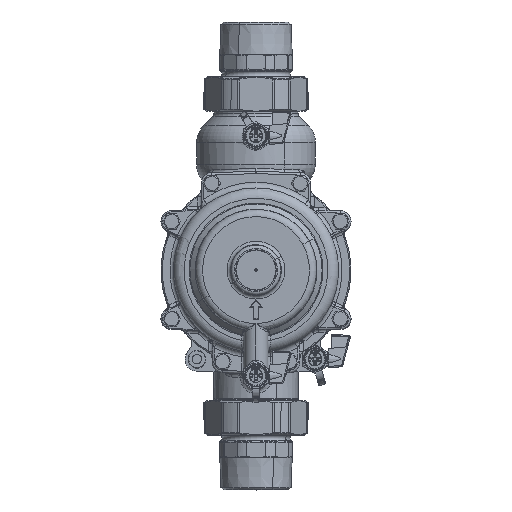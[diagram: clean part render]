
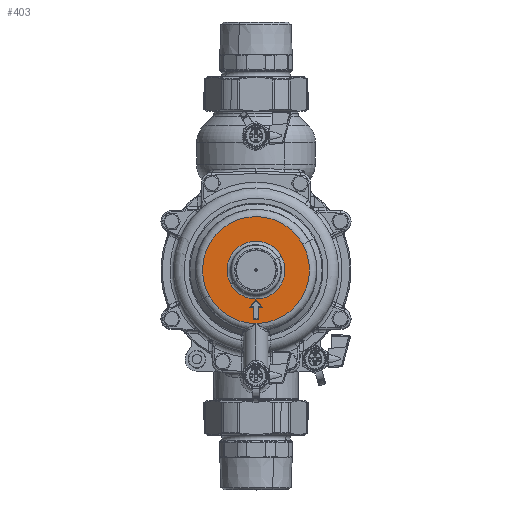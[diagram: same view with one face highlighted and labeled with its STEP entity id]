
A CAD part, top view. The second image highlights one B-rep face of the part: STEP entity #403.
In plain terms, the highlighted planar face has unit normal (0, 0, 1).
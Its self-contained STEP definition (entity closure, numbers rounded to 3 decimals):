
#274=CARTESIAN_POINT('Vertex',(21.41,11.697,85.7)) ;
#277=CARTESIAN_POINT('Axis2P3D Location',(0.,0.,85.7)) ;
#281=CARTESIAN_POINT('Vertex',(-21.41,-11.697,85.7)) ;
#297=CARTESIAN_POINT('Axis2P3D Location',(0.,0.,85.7)) ;
#310=CARTESIAN_POINT('Axis2P3D Location',(45.,0.,85.7)) ;
#315=CARTESIAN_POINT('Axis2P3D Location',(0.,0.,85.7)) ;
#319=CARTESIAN_POINT('Vertex',(0.,-45.,85.7)) ;
#321=CARTESIAN_POINT('Vertex',(39.491,21.574,85.7)) ;
#324=CARTESIAN_POINT('Axis2P3D Location',(0.,0.,85.7)) ;
#328=CARTESIAN_POINT('Vertex',(-39.491,-21.574,85.7)) ;
#331=CARTESIAN_POINT('Axis2P3D Location',(0.,0.,85.7)) ;
#341=CARTESIAN_POINT('Line Origine',(-4.012,-31.3,85.7)) ;
#345=CARTESIAN_POINT('Vertex',(-2.3,-31.3,85.7)) ;
#347=CARTESIAN_POINT('Vertex',(-5.724,-31.3,85.7)) ;
#350=CARTESIAN_POINT('Line Origine',(-2.862,-28.438,85.7)) ;
#354=CARTESIAN_POINT('Vertex',(0.,-25.576,85.7)) ;
#357=CARTESIAN_POINT('Line Origine',(2.862,-28.438,85.7)) ;
#361=CARTESIAN_POINT('Vertex',(5.724,-31.3,85.7)) ;
#364=CARTESIAN_POINT('Line Origine',(4.012,-31.3,85.7)) ;
#368=CARTESIAN_POINT('Vertex',(2.3,-31.3,85.7)) ;
#371=CARTESIAN_POINT('Line Origine',(2.3,-36.3,85.7)) ;
#375=CARTESIAN_POINT('Vertex',(2.3,-41.3,85.7)) ;
#378=CARTESIAN_POINT('Line Origine',(0.,-41.3,85.7)) ;
#382=CARTESIAN_POINT('Vertex',(-2.3,-41.3,85.7)) ;
#385=CARTESIAN_POINT('Line Origine',(-2.3,-36.3,85.7)) ;
#343=VECTOR('Line Direction',#342,1.) ;
#352=VECTOR('Line Direction',#351,1.) ;
#359=VECTOR('Line Direction',#358,1.) ;
#366=VECTOR('Line Direction',#365,1.) ;
#373=VECTOR('Line Direction',#372,1.) ;
#380=VECTOR('Line Direction',#379,1.) ;
#387=VECTOR('Line Direction',#386,1.) ;
#278=DIRECTION('Axis2P3D Direction',(0.,0.,1.)) ;
#298=DIRECTION('Axis2P3D Direction',(0.,0.,1.)) ;
#311=DIRECTION('Axis2P3D Direction',(0.,0.,1.)) ;
#312=DIRECTION('Axis2P3D XDirection',(0.,1.,0.)) ;
#316=DIRECTION('Axis2P3D Direction',(0.,0.,1.)) ;
#325=DIRECTION('Axis2P3D Direction',(0.,0.,1.)) ;
#332=DIRECTION('Axis2P3D Direction',(0.,0.,1.)) ;
#342=DIRECTION('Vector Direction',(1.,0.,0.)) ;
#351=DIRECTION('Vector Direction',(-0.707,-0.707,0.)) ;
#358=DIRECTION('Vector Direction',(-0.707,0.707,0.)) ;
#365=DIRECTION('Vector Direction',(1.,0.,0.)) ;
#372=DIRECTION('Vector Direction',(0.,1.,0.)) ;
#379=DIRECTION('Vector Direction',(1.,0.,0.)) ;
#386=DIRECTION('Vector Direction',(0.,-1.,0.)) ;
#279=AXIS2_PLACEMENT_3D('Circle Axis2P3D',#277,#278,$) ;
#299=AXIS2_PLACEMENT_3D('Circle Axis2P3D',#297,#298,$) ;
#313=AXIS2_PLACEMENT_3D('Plane Axis2P3D',#310,#311,#312) ;
#317=AXIS2_PLACEMENT_3D('Circle Axis2P3D',#315,#316,$) ;
#326=AXIS2_PLACEMENT_3D('Circle Axis2P3D',#324,#325,$) ;
#333=AXIS2_PLACEMENT_3D('Circle Axis2P3D',#331,#332,$) ;
#344=LINE('Line',#341,#343) ;
#353=LINE('Line',#350,#352) ;
#360=LINE('Line',#357,#359) ;
#367=LINE('Line',#364,#366) ;
#374=LINE('Line',#371,#373) ;
#381=LINE('Line',#378,#380) ;
#388=LINE('Line',#385,#387) ;
#280=CIRCLE('generated circle',#279,24.397) ;
#300=CIRCLE('generated circle',#299,24.397) ;
#318=CIRCLE('generated circle',#317,45.) ;
#327=CIRCLE('generated circle',#326,45.) ;
#334=CIRCLE('generated circle',#333,45.) ;
#314=PLANE('',#313) ;
#398=FACE_BOUND('',#390,.T.) ;
#402=FACE_BOUND('',#399,.T.) ;
#283=EDGE_CURVE('',#275,#282,#280,.T.) ;
#301=EDGE_CURVE('',#282,#275,#300,.T.) ;
#323=EDGE_CURVE('',#320,#322,#318,.T.) ;
#330=EDGE_CURVE('',#322,#329,#327,.T.) ;
#335=EDGE_CURVE('',#329,#320,#334,.T.) ;
#349=EDGE_CURVE('',#346,#348,#344,.F.) ;
#356=EDGE_CURVE('',#348,#355,#353,.F.) ;
#363=EDGE_CURVE('',#355,#362,#360,.F.) ;
#370=EDGE_CURVE('',#362,#369,#367,.F.) ;
#377=EDGE_CURVE('',#369,#376,#374,.F.) ;
#384=EDGE_CURVE('',#376,#383,#381,.F.) ;
#389=EDGE_CURVE('',#383,#346,#388,.F.) ;
#337=ORIENTED_EDGE('',*,*,#323,.T.) ;
#338=ORIENTED_EDGE('',*,*,#330,.T.) ;
#339=ORIENTED_EDGE('',*,*,#335,.T.) ;
#391=ORIENTED_EDGE('',*,*,#349,.T.) ;
#392=ORIENTED_EDGE('',*,*,#356,.T.) ;
#393=ORIENTED_EDGE('',*,*,#363,.T.) ;
#394=ORIENTED_EDGE('',*,*,#370,.T.) ;
#395=ORIENTED_EDGE('',*,*,#377,.T.) ;
#396=ORIENTED_EDGE('',*,*,#384,.T.) ;
#397=ORIENTED_EDGE('',*,*,#389,.T.) ;
#400=ORIENTED_EDGE('',*,*,#283,.F.) ;
#401=ORIENTED_EDGE('',*,*,#301,.F.) ;
#336=EDGE_LOOP('',(#337,#338,#339)) ;
#390=EDGE_LOOP('',(#391,#392,#393,#394,#395,#396,#397)) ;
#399=EDGE_LOOP('',(#400,#401)) ;
#275=VERTEX_POINT('',#274) ;
#282=VERTEX_POINT('',#281) ;
#320=VERTEX_POINT('',#319) ;
#322=VERTEX_POINT('',#321) ;
#329=VERTEX_POINT('',#328) ;
#346=VERTEX_POINT('',#345) ;
#348=VERTEX_POINT('',#347) ;
#355=VERTEX_POINT('',#354) ;
#362=VERTEX_POINT('',#361) ;
#369=VERTEX_POINT('',#368) ;
#376=VERTEX_POINT('',#375) ;
#383=VERTEX_POINT('',#382) ;
#403=ADVANCED_FACE('PartBody',(#340,#398,#402),#314,.T.) ;
#340=FACE_OUTER_BOUND('',#336,.T.) ;
